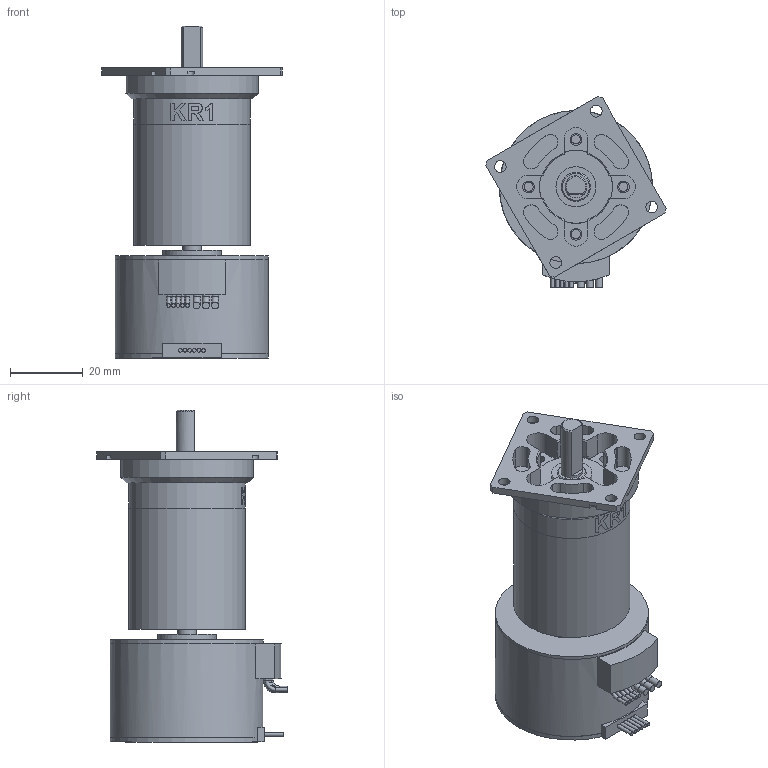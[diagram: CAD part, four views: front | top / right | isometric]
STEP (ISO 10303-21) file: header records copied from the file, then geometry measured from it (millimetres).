
FILE_DESCRIPTION(/* description */ (''),/* implementation_level */ '2;1');
FILE_NAME(/* name */ 'Rducteur 32GPT196_KR1.step',/* time_stamp */ '2024-04-08T13:15:59+02:00',/* author */ (''),/* organization */ (''),/* preprocessor_version */ 'ST-DEVELOPER v20',/* originating_system */ 'Autodesk Translation Framework v12.20.1.177',/* authorisation */ '');
FILE_SCHEMA (('AUTOMOTIVE_DESIGN { 1 0 10303 214 3 1 1 }'));
Length unit declared in the file: millimetre
Products named in the file (1): Réducteur 32GPT196_KR1
Bounding box: 49.54 x 52.23 x 91.1 mm (x, y, z)
Volume: 75677 mm3; surface area: 19034.1 mm2
Topology: 3 solids, 3 shells, 254 faces, 599 edges, 395 vertices
Faces by surface type: plane 114, cylinder 112, bspline 11, cone 9, torus 8
Full cylindrical faces by diameter (mm): 1 x10, 1.9 x6, 2.5 x10, 3.2 x8, 5 x1, 6 x1, 9 x1, 11 x1, 13 x1, 14.568 x1, 16 x1, 18 x1, 20 x2, 29.8 x1, 31.999 x1, 32 x2, 36.5 x1, 41.999 x1, 42 x2
Entity records: 8710 total; most frequent: CARTESIAN_POINT 2580, DIRECTION 1331, ORIENTED_EDGE 1198, EDGE_CURVE 599, AXIS2_PLACEMENT_3D 520, VERTEX_POINT 395, EDGE_LOOP 316, LINE 291
